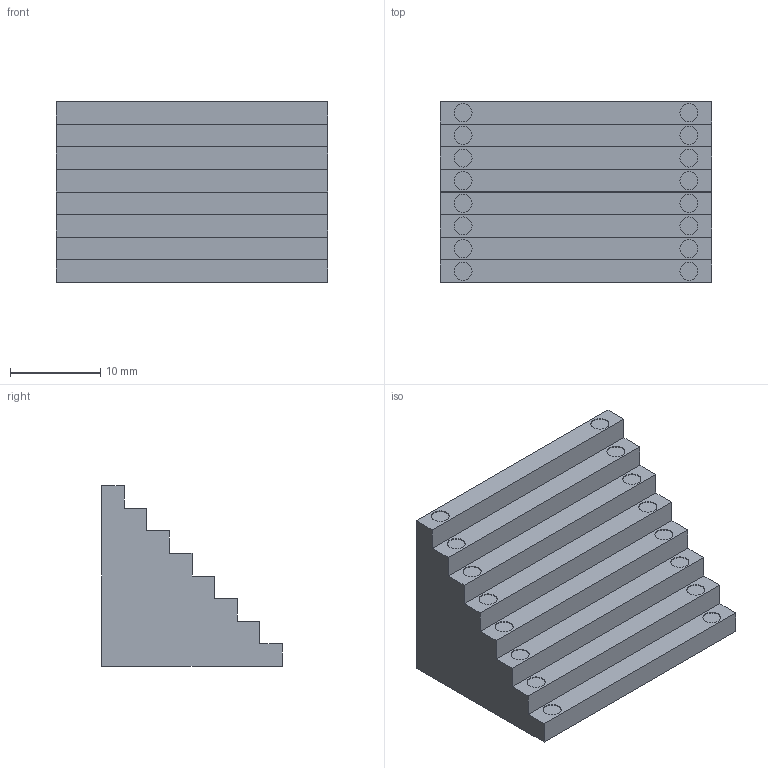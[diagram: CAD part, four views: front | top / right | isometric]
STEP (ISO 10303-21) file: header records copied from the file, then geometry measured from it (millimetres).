
FILE_DESCRIPTION(('FreeCAD Model'),'2;1');
FILE_NAME('treppe.step', '2016-12-07T16:52:13',('Author'),(''), 'Open CASCADE STEP processor 6.8','FreeCAD','Unknown');
FILE_SCHEMA(('AUTOMOTIVE_DESIGN_CC2 { 1 2 10303 214 -1 1 5 4 }'));
Length unit declared in the file: millimetre
Products named in the file (1): Pocket014
Bounding box: 30 x 20 x 20 mm (x, y, z)
Volume: 6745 mm3; surface area: 2860.1 mm2
Topology: 1 solids, 1 shells, 52 faces, 102 edges, 68 vertices
Faces by surface type: plane 36, cylinder 16
Full cylindrical faces by diameter (mm): 2 x16
Entity records: 2733 total; most frequent: CARTESIAN_POINT 523, DIRECTION 428, LINE 242, VECTOR 242, ORIENTED_EDGE 204, PCURVE 204, DEFINITIONAL_REPRESENTATION 204, EDGE_CURVE 102
